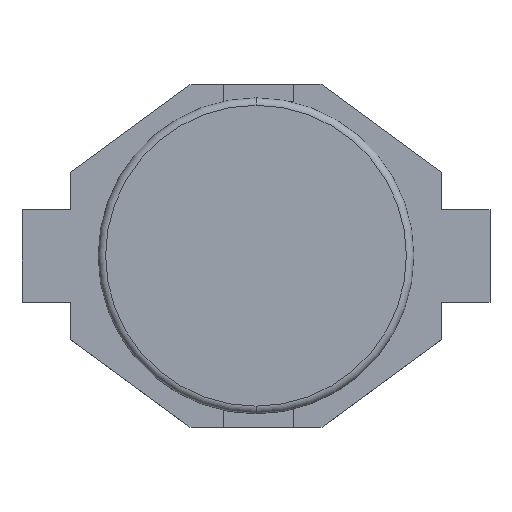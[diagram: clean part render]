
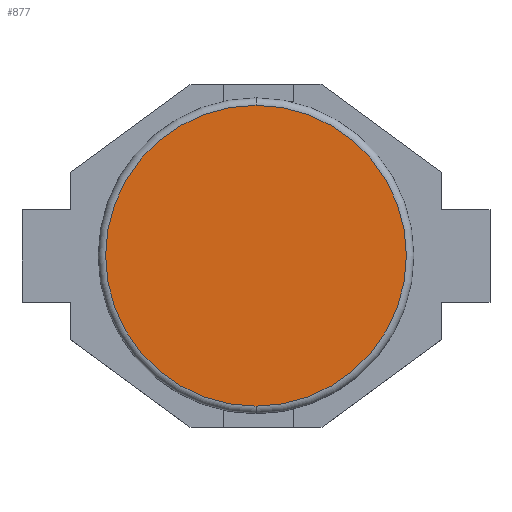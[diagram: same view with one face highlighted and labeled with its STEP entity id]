
A CAD part, top view. The second image highlights one B-rep face of the part: STEP entity #877.
In plain terms, the highlighted planar face has unit normal (0, 0, 1).
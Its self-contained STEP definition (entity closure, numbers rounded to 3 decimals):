
#797=CARTESIAN_POINT('',(0.,4.05,4.75));
#798=VERTEX_POINT('',#797);
#806=CARTESIAN_POINT('',(0.,-4.05,4.75));
#807=VERTEX_POINT('',#806);
#808=CARTESIAN_POINT('',(0.,0.,4.75));
#809=DIRECTION('',(0.0,0.0,-1.0));
#810=DIRECTION('',(0.0,-1.0,0.0));
#811=AXIS2_PLACEMENT_3D('',#808,#809,#810);
#812=CIRCLE('',#811,4.05);
#813=EDGE_CURVE('',#798,#807,#812,.T.);
#840=CARTESIAN_POINT('',(0.,0.,4.75));
#841=DIRECTION('',(0.0,0.0,-1.0));
#842=DIRECTION('',(0.0,-1.0,0.0));
#843=AXIS2_PLACEMENT_3D('',#840,#841,#842);
#844=CIRCLE('',#843,4.05);
#845=EDGE_CURVE('',#807,#798,#844,.T.);
#868=CARTESIAN_POINT('',(0.,0.,4.75));
#869=DIRECTION('',(0.0,0.0,1.0));
#870=DIRECTION('',(0.0,1.0,0.0));
#871=AXIS2_PLACEMENT_3D('',#868,#869,#870);
#872=PLANE('',#871);
#873=ORIENTED_EDGE('',*,*,#813,.F.);
#874=ORIENTED_EDGE('',*,*,#845,.F.);
#875=EDGE_LOOP('',(#873,#874));
#876=FACE_OUTER_BOUND('',#875,.T.);
#877=ADVANCED_FACE('',(#876),#872,.T.);
